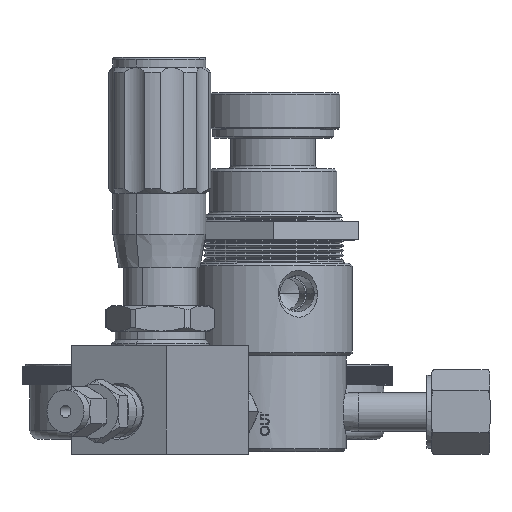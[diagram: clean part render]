
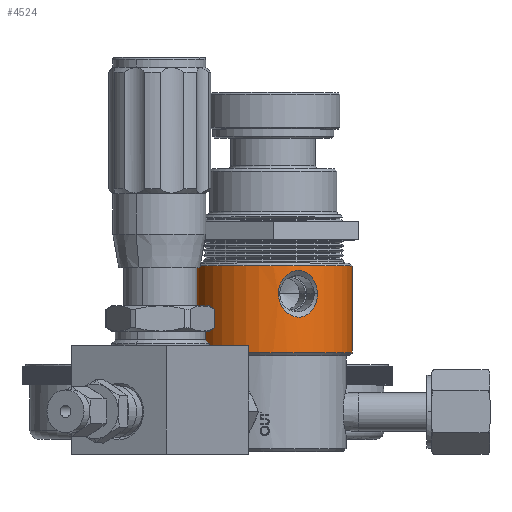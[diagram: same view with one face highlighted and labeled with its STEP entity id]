
A CAD part, top view. The second image highlights one B-rep face of the part: STEP entity #4524.
In plain terms, the highlighted cylindrical face has radius 20.637 mm (diameter 41.275 mm), a partial arc.
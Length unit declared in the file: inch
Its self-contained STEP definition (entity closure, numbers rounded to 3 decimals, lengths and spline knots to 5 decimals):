
#791=CARTESIAN_POINT('',(0.,1.01584,0.));
#792=DIRECTION('',(0.,-1.,0.));
#793=DIRECTION('',(1.,0.,0.));
#794=AXIS2_PLACEMENT_3D('',#791,#792,#793);
#796=DIRECTION('',(0.,1.,0.));
#797=VECTOR('',#796,0.89445);
#798=CARTESIAN_POINT('',(0.8125,1.01584,0.));
#799=LINE('',#798,#797);
#800=CARTESIAN_POINT('',(0.05322,1.62379,0.81076));
#801=CARTESIAN_POINT('',(0.05322,1.64275,0.81076));
#802=CARTESIAN_POINT('',(0.05724,1.67957,0.81051));
#803=CARTESIAN_POINT('',(0.07515,1.73331,0.80913));
#804=CARTESIAN_POINT('',(0.10353,1.78026,0.8061));
#805=CARTESIAN_POINT('',(0.13912,1.81773,0.80081));
#806=CARTESIAN_POINT('',(0.17908,1.84448,0.79289));
#807=CARTESIAN_POINT('',(0.22092,1.86036,0.7823));
#808=CARTESIAN_POINT('',(0.26348,1.86554,0.76902));
#809=CARTESIAN_POINT('',(0.30459,1.86022,0.75367));
#810=CARTESIAN_POINT('',(0.34435,1.84415,0.73632));
#811=CARTESIAN_POINT('',(0.38037,1.81753,0.71831));
#812=CARTESIAN_POINT('',(0.41175,1.78003,0.70069));
#813=CARTESIAN_POINT('',(0.43586,1.7332,0.68583));
#814=CARTESIAN_POINT('',(0.45087,1.67973,0.67595));
#815=CARTESIAN_POINT('',(0.45421,1.64282,0.67368));
#816=CARTESIAN_POINT('',(0.45421,1.62379,0.67368));
#818=CARTESIAN_POINT('',(0.45421,1.62379,0.67368));
#819=CARTESIAN_POINT('',(0.45421,1.60593,0.67368));
#820=CARTESIAN_POINT('',(0.45124,1.57125,0.6757));
#821=CARTESIAN_POINT('',(0.43815,1.52117,0.68434));
#822=CARTESIAN_POINT('',(0.4171,1.47661,0.69746));
#823=CARTESIAN_POINT('',(0.38986,1.44001,0.71313));
#824=CARTESIAN_POINT('',(0.35734,1.41181,0.73003));
#825=CARTESIAN_POINT('',(0.32178,1.39309,0.74643));
#826=CARTESIAN_POINT('',(0.28324,1.38348,0.76191));
#827=CARTESIAN_POINT('',(0.24398,1.38331,0.77538));
#828=CARTESIAN_POINT('',(0.20402,1.39252,0.78682));
#829=CARTESIAN_POINT('',(0.16585,1.41087,0.7957));
#830=CARTESIAN_POINT('',(0.12935,1.43891,0.80239));
#831=CARTESIAN_POINT('',(0.09792,1.47544,0.80675));
#832=CARTESIAN_POINT('',(0.07282,1.52024,0.80932));
#833=CARTESIAN_POINT('',(0.05693,1.5705,0.81052));
#834=CARTESIAN_POINT('',(0.05322,1.60564,0.81076));
#835=CARTESIAN_POINT('',(0.05322,1.62379,0.81076));
#841=CARTESIAN_POINT('',(0.,1.91028,0.));
#842=DIRECTION('',(0.,1.,0.));
#843=DIRECTION('',(-1.,0.,0.));
#844=AXIS2_PLACEMENT_3D('',#841,#842,#843);
#875=DIRECTION('',(0.,1.,0.));
#876=VECTOR('',#875,0.89445);
#877=CARTESIAN_POINT('',(-0.8125,1.01584,0.));
#878=LINE('',#877,#876);
#3782=CARTESIAN_POINT('',(0.8125,1.01584,0.));
#3783=CARTESIAN_POINT('',(0.8125,1.91028,0.));
#3784=VERTEX_POINT('',#3782);
#3785=VERTEX_POINT('',#3783);
#3903=CARTESIAN_POINT('',(-0.8125,1.01584,0.));
#3904=VERTEX_POINT('',#3903);
#3938=CARTESIAN_POINT('',(0.45421,1.62379,
0.67368));
#3939=VERTEX_POINT('',#3938);
#4028=CARTESIAN_POINT('',(-0.8125,1.91028,0.));
#4029=VERTEX_POINT('',#4028);
#4098=VERTEX_POINT('',#835);
#4504=CARTESIAN_POINT('',(0.,-0.185,0.));
#4505=DIRECTION('',(0.,-1.,0.));
#4506=DIRECTION('',(1.,0.,0.));
#4507=AXIS2_PLACEMENT_3D('',#4504,#4505,#4506);
#4508=CYLINDRICAL_SURFACE('',#4507,0.8125);
#4510=ORIENTED_EDGE('',*,*,#4509,.T.);
#4512=ORIENTED_EDGE('',*,*,#4511,.F.);
#4513=ORIENTED_EDGE('',*,*,#4498,.T.);
#4515=ORIENTED_EDGE('',*,*,#4514,.T.);
#4516=EDGE_LOOP('',(#4510,#4512,#4513,#4515));
#4517=FACE_OUTER_BOUND('',#4516,.F.);
#4519=ORIENTED_EDGE('',*,*,#4518,.F.);
#4521=ORIENTED_EDGE('',*,*,#4520,.F.);
#4522=EDGE_LOOP('',(#4519,#4521));
#4523=FACE_BOUND('',#4522,.F.);
#4524=ADVANCED_FACE('',(#4517,#4523),#4508,.T.);
#795=CIRCLE('',#794,0.8125);
#817=B_SPLINE_CURVE_WITH_KNOTS('',3,(#800,#801,#802,#803,#804,#805,#806,#807,
#808,#809,#810,#811,#812,#813,#814,#815,#816),.UNSPECIFIED.,.F.,.F.,(4,1,1,1,1,
1,1,1,1,1,1,1,1,1,4),(0.,0.07143,0.14286,
0.21429,0.28571,0.35714,0.42857,0.5,
0.57143,0.64286,0.71429,0.78571,
0.85714,0.92857,1.),.UNSPECIFIED.);
#836=B_SPLINE_CURVE_WITH_KNOTS('',3,(#818,#819,#820,#821,#822,#823,#824,#825,
#826,#827,#828,#829,#830,#831,#832,#833,#834,#835),.UNSPECIFIED.,.F.,.F.,(4,1,1,
1,1,1,1,1,1,1,1,1,1,1,1,4),(0.,0.06667,0.13333,0.2,
0.26667,0.33333,0.4,0.46667,0.53333,
0.6,0.66667,0.73333,0.8,0.86667,
0.93333,1.),.UNSPECIFIED.);
#845=CIRCLE('',#844,0.8125);
#4498=EDGE_CURVE('',#3784,#3904,#795,.T.);
#4509=EDGE_CURVE('',#4029,#3785,#845,.T.);
#4511=EDGE_CURVE('',#3784,#3785,#799,.T.);
#4514=EDGE_CURVE('',#3904,#4029,#878,.T.);
#4518=EDGE_CURVE('',#4098,#3939,#817,.T.);
#4520=EDGE_CURVE('',#3939,#4098,#836,.T.);
